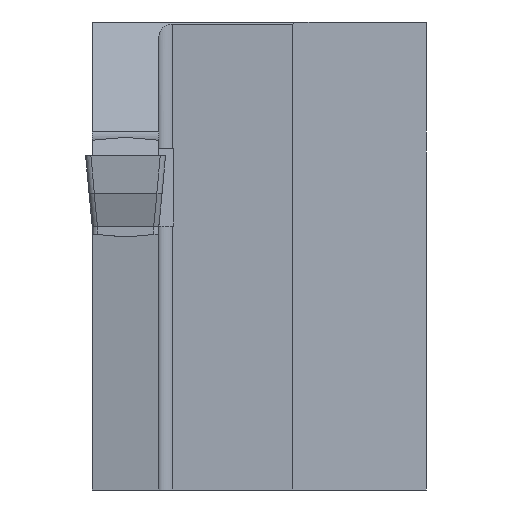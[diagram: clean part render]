
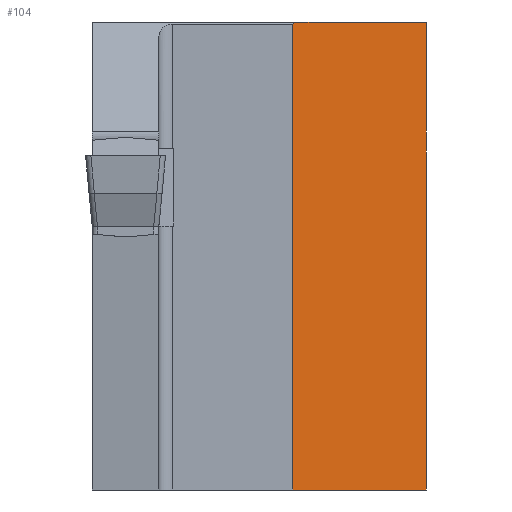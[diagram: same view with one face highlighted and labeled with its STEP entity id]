
A CAD part, left-side view. The second image highlights one B-rep face of the part: STEP entity #104.
In plain terms, the highlighted planar face has unit normal (-0.707, -0.707, 0).
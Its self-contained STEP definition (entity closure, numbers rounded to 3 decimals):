
#104=ADVANCED_FACE('',(#210),#162,.F.);
#162=PLANE('',#1193);
#210=FACE_OUTER_BOUND('',#271,.T.);
#271=EDGE_LOOP('',(#411,#412,#413,#414,#415));
#411=ORIENTED_EDGE('',*,*,#808,.F.);
#412=ORIENTED_EDGE('',*,*,#802,.F.);
#413=ORIENTED_EDGE('',*,*,#785,.F.);
#414=ORIENTED_EDGE('',*,*,#793,.F.);
#415=ORIENTED_EDGE('',*,*,#799,.F.);
#677=VERTEX_POINT('',#1639);
#678=VERTEX_POINT('',#1641);
#683=VERTEX_POINT('',#1654);
#688=VERTEX_POINT('',#1666);
#689=VERTEX_POINT('',#1673);
#785=EDGE_CURVE('',#677,#678,#943,.T.);
#793=EDGE_CURVE('',#683,#677,#951,.T.);
#799=EDGE_CURVE('',#688,#683,#956,.T.);
#802=EDGE_CURVE('',#678,#689,#958,.T.);
#808=EDGE_CURVE('',#689,#688,#964,.T.);
#943=LINE('',#1640,#1066);
#951=LINE('',#1655,#1074);
#956=LINE('',#1667,#1079);
#958=LINE('',#1672,#1081);
#964=LINE('',#1682,#1087);
#1066=VECTOR('',#1307,1.);
#1074=VECTOR('',#1317,1.);
#1079=VECTOR('',#1326,1.);
#1081=VECTOR('',#1334,1.);
#1087=VECTOR('',#1346,1.);
#1193=AXIS2_PLACEMENT_3D('',#1689,#1358,#1359);
#1307=DIRECTION('',(0.,0.,1.));
#1317=DIRECTION('',(-0.707,0.707,0.));
#1326=DIRECTION('',(0.,0.,-1.));
#1334=DIRECTION('',(0.596,-0.596,0.537));
#1346=DIRECTION('',(0.707,-0.707,0.));
#1358=DIRECTION('',(0.707,0.707,0.));
#1359=DIRECTION('',(0.707,-0.707,0.));
#1639=CARTESIAN_POINT('',(16.,10.,-25.));
#1640=CARTESIAN_POINT('',(16.,10.,70.));
#1641=CARTESIAN_POINT('',(16.,10.,9.848));
#1654=CARTESIAN_POINT('',(26.,0.,-25.));
#1655=CARTESIAN_POINT('',(26.,0.,-25.));
#1666=CARTESIAN_POINT('',(26.,0.,10.));
#1667=CARTESIAN_POINT('',(26.,0.,70.));
#1672=CARTESIAN_POINT('',(42.385,-16.385,33.605));
#1673=CARTESIAN_POINT('',(16.169,9.831,10.));
#1682=CARTESIAN_POINT('',(26.,0.,10.));
#1689=CARTESIAN_POINT('',(26.,0.,70.));
